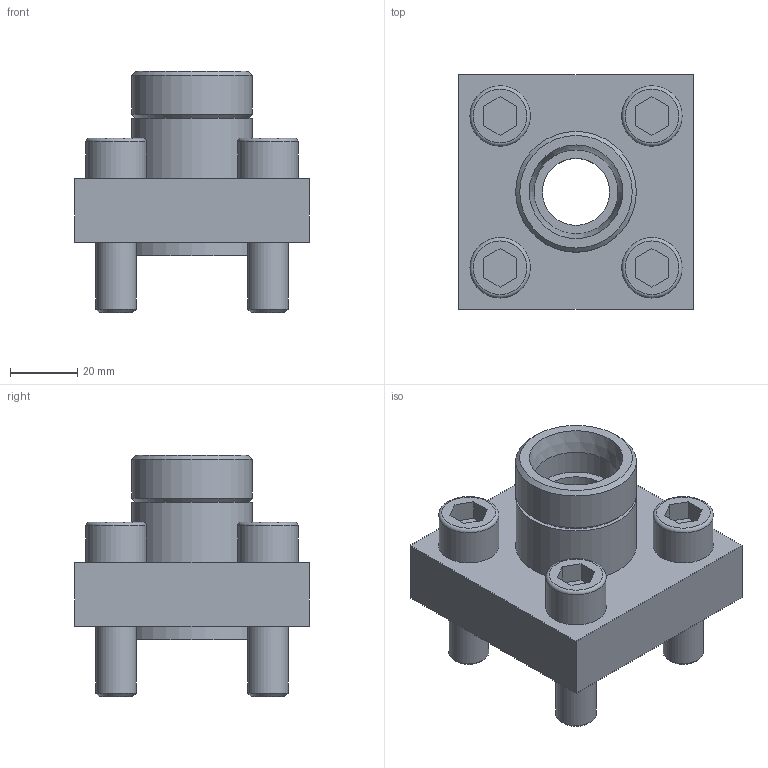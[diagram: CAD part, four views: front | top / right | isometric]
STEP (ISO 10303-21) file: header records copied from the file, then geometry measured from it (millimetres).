
FILE_DESCRIPTION(/* description */ ('STEP AP203'),/* implementation_level */ '2;1');
FILE_NAME(/* name */ 'Flange FAM 20-S25-03',/* time_stamp */ '2025-04-01T06:09:23+02:00',/* author */ ('License CC BY-ND 4.0'),/* organization */ ('CADENAS'),/* preprocessor_version */ 'ST-DEVELOPER v19.3',/* originating_system */ 'PARTsolutions',/* authorisation */ ' ');
FILE_SCHEMA (('CONFIG_CONTROL_DESIGN'));
Length unit declared in the file: millimetre
Products named in the file (1): Flansch FAM 20-S25-03
Bounding box: 70 x 70 x 72 mm (x, y, z)
Volume: 131369.4 mm3; surface area: 29990.7 mm2
Topology: 1 solids, 3 shells, 80 faces, 171 edges, 112 vertices
Faces by surface type: plane 49, cylinder 17, cone 7, torus 7
Full cylindrical faces by diameter (mm): 12 x4, 18 x4, 20 x1, 25 x1, 28 x2, 33.24 x2, 36 x2, 46 x1
Entity records: 2510 total; most frequent: DIRECTION 340, CARTESIAN_POINT 315, ORIENTED_EDGE 262, EDGE_LOOP 132, FACE_BOUND 132, EDGE_CURVE 131, AXIS2_PLACEMENT_3D 128, VERTEX_POINT 103
